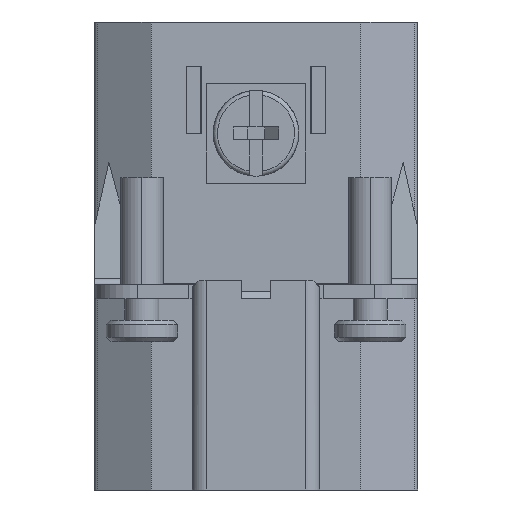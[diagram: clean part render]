
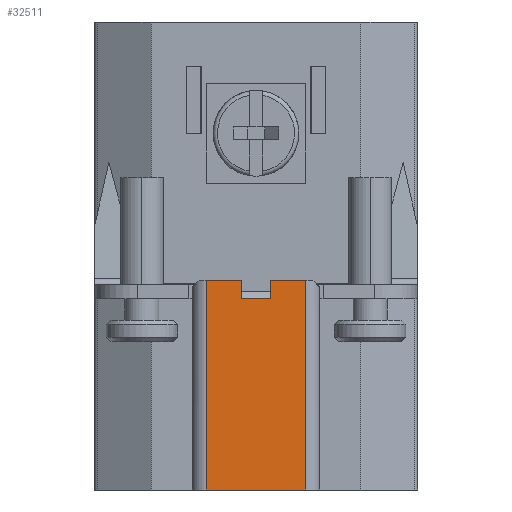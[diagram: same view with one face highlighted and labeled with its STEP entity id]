
A CAD part, left-side view. The second image highlights one B-rep face of the part: STEP entity #32511.
In plain terms, the highlighted planar face has unit normal (-1, 0, 0).
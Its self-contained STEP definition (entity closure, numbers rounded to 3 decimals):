
#8602=DIRECTION('',(0.,-1.,0.));
#8603=VECTOR('',#8602,6.95);
#8604=CARTESIAN_POINT('',(-27.7,3.475,0.));
#8605=LINE('',#8604,#8603);
#9249=DIRECTION('',(0.,0.,1.));
#9250=VECTOR('',#9249,14.7);
#9251=CARTESIAN_POINT('',(-27.7,-3.475,0.));
#9252=LINE('',#9251,#9250);
#9257=DIRECTION('',(0.,-1.,0.));
#9258=VECTOR('',#9257,2.475);
#9259=CARTESIAN_POINT('',(-27.7,3.475,14.7));
#9260=LINE('',#9259,#9258);
#9261=DIRECTION('',(0.,0.,1.));
#9262=VECTOR('',#9261,1.3);
#9263=CARTESIAN_POINT('',(-27.7,-1.,13.4));
#9264=LINE('',#9263,#9262);
#9265=DIRECTION('',(0.,-1.,0.));
#9266=VECTOR('',#9265,2.475);
#9267=CARTESIAN_POINT('',(-27.7,-1.,14.7));
#9268=LINE('',#9267,#9266);
#9306=DIRECTION('',(0.,1.,0.));
#9307=VECTOR('',#9306,2.);
#9308=CARTESIAN_POINT('',(-27.7,-1.,13.4));
#9309=LINE('',#9308,#9307);
#9371=DIRECTION('',(0.,0.,1.));
#9372=VECTOR('',#9371,1.3);
#9373=CARTESIAN_POINT('',(-27.7,1.,13.4));
#9374=LINE('',#9373,#9372);
#9472=DIRECTION('',(0.,0.,-1.));
#9473=VECTOR('',#9472,14.7);
#9474=CARTESIAN_POINT('',(-27.7,3.475,14.7));
#9475=LINE('',#9474,#9473);
#17090=CARTESIAN_POINT('',(-27.7,3.475,0.));
#17091=VERTEX_POINT('',#17090);
#17092=CARTESIAN_POINT('',(-27.7,-3.475,0.));
#17093=VERTEX_POINT('',#17092);
#17264=CARTESIAN_POINT('',(-27.7,3.475,14.7));
#17265=VERTEX_POINT('',#17264);
#17270=CARTESIAN_POINT('',(-27.7,1.,14.7));
#17271=VERTEX_POINT('',#17270);
#17280=CARTESIAN_POINT('',(-27.7,-1.,13.4));
#17281=VERTEX_POINT('',#17280);
#17282=CARTESIAN_POINT('',(-27.7,1.,13.4));
#17283=VERTEX_POINT('',#17282);
#17284=CARTESIAN_POINT('',(-27.7,-1.,14.7));
#17285=VERTEX_POINT('',#17284);
#17286=CARTESIAN_POINT('',(-27.7,-3.475,14.7));
#17287=VERTEX_POINT('',#17286);
#32490=CARTESIAN_POINT('',(-27.7,-4.475,0.));
#32491=DIRECTION('',(-1.,0.,0.));
#32492=DIRECTION('',(0.,0.,-1.));
#32493=AXIS2_PLACEMENT_3D('',#32490,#32491,#32492);
#32494=PLANE('',#32493);
#32496=ORIENTED_EDGE('',*,*,#32495,.T.);
#32498=ORIENTED_EDGE('',*,*,#32497,.F.);
#32500=ORIENTED_EDGE('',*,*,#32499,.F.);
#32502=ORIENTED_EDGE('',*,*,#32501,.T.);
#32504=ORIENTED_EDGE('',*,*,#32503,.T.);
#32505=ORIENTED_EDGE('',*,*,#32481,.F.);
#32506=ORIENTED_EDGE('',*,*,#31424,.F.);
#32508=ORIENTED_EDGE('',*,*,#32507,.F.);
#32509=EDGE_LOOP('',(#32496,#32498,#32500,#32502,#32504,#32505,#32506,#32508));
#32510=FACE_OUTER_BOUND('',#32509,.F.);
#32511=ADVANCED_FACE('',(#32510),#32494,.T.);
#31424=EDGE_CURVE('',#17091,#17093,#8605,.T.);
#32481=EDGE_CURVE('',#17093,#17287,#9252,.T.);
#32495=EDGE_CURVE('',#17265,#17271,#9260,.T.);
#32497=EDGE_CURVE('',#17283,#17271,#9374,.T.);
#32499=EDGE_CURVE('',#17281,#17283,#9309,.T.);
#32501=EDGE_CURVE('',#17281,#17285,#9264,.T.);
#32503=EDGE_CURVE('',#17285,#17287,#9268,.T.);
#32507=EDGE_CURVE('',#17265,#17091,#9475,.T.);
